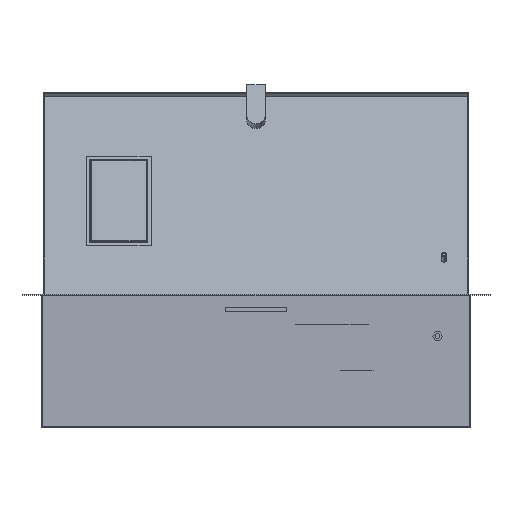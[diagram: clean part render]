
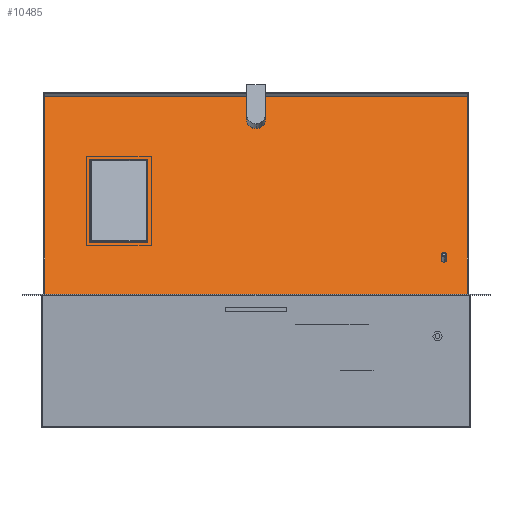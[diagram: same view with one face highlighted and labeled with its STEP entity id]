
A CAD part, left-side view. The second image highlights one B-rep face of the part: STEP entity #10485.
In plain terms, the highlighted face is planar.
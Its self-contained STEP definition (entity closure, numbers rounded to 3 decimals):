
#183 = ORIENTED_EDGE ( 'NONE', *, *, #10091, .T. ) ;
#289 = ORIENTED_EDGE ( 'NONE', *, *, #8568, .F. ) ;
#460 = LINE ( 'NONE', #5802, #2539 ) ;
#470 = CARTESIAN_POINT ( 'NONE',  ( 0., -262., -1. ) ) ;
#697 = EDGE_CURVE ( 'NONE', #4365, #7427, #9955, .T. ) ;
#712 = CARTESIAN_POINT ( 'NONE',  ( 137., 0., -1. ) ) ;
#745 = CARTESIAN_POINT ( 'NONE',  ( 55., 206., -1. ) ) ;
#746 = DIRECTION ( 'NONE',  ( 1., 0., 0. ) ) ;
#863 = EDGE_CURVE ( 'NONE', #11003, #8193, #6796, .T. ) ;
#890 = DIRECTION ( 'NONE',  ( 1., 0., 0. ) ) ;
#987 = VERTEX_POINT ( 'NONE', #1355 ) ;
#1024 = CARTESIAN_POINT ( 'NONE',  ( -55., 0., -1. ) ) ;
#1182 = CARTESIAN_POINT ( 'NONE',  ( 75., -233., -1. ) ) ;
#1232 = CIRCLE ( 'NONE', #4561, 11.5 ) ;
#1355 = CARTESIAN_POINT ( 'NONE',  ( -118.5, 0., -1. ) ) ;
#1699 = FACE_BOUND ( 'NONE', #9575, .T. ) ;
#1911 = VERTEX_POINT ( 'NONE', #11336 ) ;
#1944 = ORIENTED_EDGE ( 'NONE', *, *, #6384, .T. ) ;
#1969 = EDGE_CURVE ( 'NONE', #8341, #9393, #9973, .T. ) ;
#2002 = DIRECTION ( 'NONE',  ( -1., 0., 0. ) ) ;
#2033 = DIRECTION ( 'NONE',  ( 0., 0., 1. ) ) ;
#2334 = CARTESIAN_POINT ( 'NONE',  ( 81., -233., -1. ) ) ;
#2414 = LINE ( 'NONE', #470, #10536 ) ;
#2539 = VECTOR ( 'NONE', #2002, 1000. ) ;
#2548 = EDGE_LOOP ( 'NONE', ( #10908, #4788 ) ) ;
#2601 = AXIS2_PLACEMENT_3D ( 'NONE', #7031, #7967, #2859 ) ;
#2649 = FACE_BOUND ( 'NONE', #2548, .T. ) ;
#2798 = CARTESIAN_POINT ( 'NONE',  ( -137., 0., -1. ) ) ;
#2829 = CARTESIAN_POINT ( 'NONE',  ( 55., 0., -1. ) ) ;
#2856 = LINE ( 'NONE', #11172, #8051 ) ;
#2859 = DIRECTION ( 'NONE',  ( 1., 0., 0. ) ) ;
#3212 = CARTESIAN_POINT ( 'NONE',  ( 0., 134., -1. ) ) ;
#3234 = ORIENTED_EDGE ( 'NONE', *, *, #10261, .T. ) ;
#3313 = CARTESIAN_POINT ( 'NONE',  ( -137., 262., -1. ) ) ;
#3389 = FACE_OUTER_BOUND ( 'NONE', #6050, .T. ) ;
#3493 = CARTESIAN_POINT ( 'NONE',  ( 137., -262., -1. ) ) ;
#3642 = VECTOR ( 'NONE', #9401, 1000. ) ;
#3672 = LINE ( 'NONE', #1024, #4051 ) ;
#3797 = ORIENTED_EDGE ( 'NONE', *, *, #8848, .T. ) ;
#3818 = ORIENTED_EDGE ( 'NONE', *, *, #1969, .T. ) ;
#3877 = AXIS2_PLACEMENT_3D ( 'NONE', #4287, #2033, #9148 ) ;
#4051 = VECTOR ( 'NONE', #11458, 1000. ) ;
#4168 = AXIS2_PLACEMENT_3D ( 'NONE', #5329, #10357, #746 ) ;
#4287 = CARTESIAN_POINT ( 'NONE',  ( -107., 0., -1. ) ) ;
#4365 = VERTEX_POINT ( 'NONE', #3493 ) ;
#4561 = AXIS2_PLACEMENT_3D ( 'NONE', #4882, #6035, #890 ) ;
#4788 = ORIENTED_EDGE ( 'NONE', *, *, #863, .F. ) ;
#4858 = DIRECTION ( 'NONE',  ( 1., 0., 0. ) ) ;
#4882 = CARTESIAN_POINT ( 'NONE',  ( -107., 0., -1. ) ) ;
#4893 = DIRECTION ( 'NONE',  ( 0., 1., 0. ) ) ;
#5006 = VERTEX_POINT ( 'NONE', #5214 ) ;
#5007 = AXIS2_PLACEMENT_3D ( 'NONE', #5552, #7407, #7597 ) ;
#5214 = CARTESIAN_POINT ( 'NONE',  ( -55., 206., -1. ) ) ;
#5329 = CARTESIAN_POINT ( 'NONE',  ( 0., 0., -1. ) ) ;
#5552 = CARTESIAN_POINT ( 'NONE',  ( 78., -233., -1. ) ) ;
#5672 = VERTEX_POINT ( 'NONE', #9989 ) ;
#5687 = EDGE_CURVE ( 'NONE', #5672, #8341, #9412, .T. ) ;
#5802 = CARTESIAN_POINT ( 'NONE',  ( 0., 206., -1. ) ) ;
#5872 = PLANE ( 'NONE',  #4168 ) ;
#6014 = CIRCLE ( 'NONE', #3877, 11.5 ) ;
#6035 = DIRECTION ( 'NONE',  ( 0., 0., 1. ) ) ;
#6050 = EDGE_LOOP ( 'NONE', ( #11300, #11093, #11579, #289 ) ) ;
#6384 = EDGE_CURVE ( 'NONE', #5006, #5672, #3672, .T. ) ;
#6430 = EDGE_LOOP ( 'NONE', ( #183, #3234 ) ) ;
#6460 = DIRECTION ( 'NONE',  ( -1., 0., 0. ) ) ;
#6505 = CARTESIAN_POINT ( 'NONE',  ( 55., 134., -1. ) ) ;
#6746 = VECTOR ( 'NONE', #9368, 1000. ) ;
#6796 = CIRCLE ( 'NONE', #2601, 3. ) ;
#6912 = EDGE_CURVE ( 'NONE', #9734, #10006, #7907, .T. ) ;
#7031 = CARTESIAN_POINT ( 'NONE',  ( 78., -233., -1. ) ) ;
#7407 = DIRECTION ( 'NONE',  ( 0., 0., -1. ) ) ;
#7427 = VERTEX_POINT ( 'NONE', #10099 ) ;
#7597 = DIRECTION ( 'NONE',  ( 1., 0., 0. ) ) ;
#7907 = LINE ( 'NONE', #2798, #6746 ) ;
#7967 = DIRECTION ( 'NONE',  ( 0., 0., -1. ) ) ;
#8051 = VECTOR ( 'NONE', #6460, 1000. ) ;
#8067 = EDGE_CURVE ( 'NONE', #7427, #9734, #2856, .T. ) ;
#8193 = VERTEX_POINT ( 'NONE', #2334 ) ;
#8288 = FACE_BOUND ( 'NONE', #6430, .T. ) ;
#8341 = VERTEX_POINT ( 'NONE', #6505 ) ;
#8568 = EDGE_CURVE ( 'NONE', #10006, #4365, #2414, .T. ) ;
#8729 = ORIENTED_EDGE ( 'NONE', *, *, #5687, .T. ) ;
#8848 = EDGE_CURVE ( 'NONE', #9393, #5006, #460, .T. ) ;
#9148 = DIRECTION ( 'NONE',  ( 1., 0., 0. ) ) ;
#9368 = DIRECTION ( 'NONE',  ( 0., -1., 0. ) ) ;
#9393 = VERTEX_POINT ( 'NONE', #745 ) ;
#9401 = DIRECTION ( 'NONE',  ( 0., 1., 0. ) ) ;
#9412 = LINE ( 'NONE', #3212, #10471 ) ;
#9425 = VECTOR ( 'NONE', #4893, 1000. ) ;
#9575 = EDGE_LOOP ( 'NONE', ( #3797, #1944, #8729, #3818 ) ) ;
#9734 = VERTEX_POINT ( 'NONE', #3313 ) ;
#9955 = LINE ( 'NONE', #712, #9425 ) ;
#9973 = LINE ( 'NONE', #2829, #3642 ) ;
#9989 = CARTESIAN_POINT ( 'NONE',  ( -55., 134., -1. ) ) ;
#10006 = VERTEX_POINT ( 'NONE', #10686 ) ;
#10091 = EDGE_CURVE ( 'NONE', #1911, #987, #6014, .T. ) ;
#10099 = CARTESIAN_POINT ( 'NONE',  ( 137., 262., -1. ) ) ;
#10261 = EDGE_CURVE ( 'NONE', #987, #1911, #1232, .T. ) ;
#10357 = DIRECTION ( 'NONE',  ( 0., 0., 1. ) ) ;
#10471 = VECTOR ( 'NONE', #11567, 1000. ) ;
#10485 = ADVANCED_FACE ( 'NONE', ( #1699, #8288, #3389, #2649 ), #5872, .F. ) ;
#10536 = VECTOR ( 'NONE', #4858, 1000. ) ;
#10631 = EDGE_CURVE ( 'NONE', #8193, #11003, #11068, .T. ) ;
#10686 = CARTESIAN_POINT ( 'NONE',  ( -137., -262., -1. ) ) ;
#10908 = ORIENTED_EDGE ( 'NONE', *, *, #10631, .F. ) ;
#11003 = VERTEX_POINT ( 'NONE', #1182 ) ;
#11068 = CIRCLE ( 'NONE', #5007, 3. ) ;
#11093 = ORIENTED_EDGE ( 'NONE', *, *, #8067, .F. ) ;
#11172 = CARTESIAN_POINT ( 'NONE',  ( 0., 262., -1. ) ) ;
#11300 = ORIENTED_EDGE ( 'NONE', *, *, #6912, .F. ) ;
#11336 = CARTESIAN_POINT ( 'NONE',  ( -95.5, 0., -1. ) ) ;
#11458 = DIRECTION ( 'NONE',  ( 0., -1., 0. ) ) ;
#11567 = DIRECTION ( 'NONE',  ( 1., 0., 0. ) ) ;
#11579 = ORIENTED_EDGE ( 'NONE', *, *, #697, .F. ) ;
